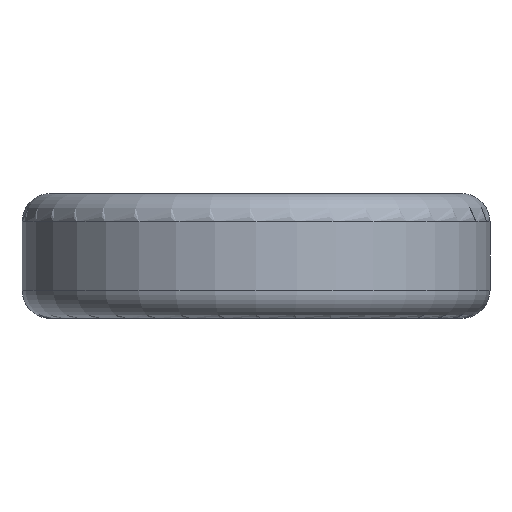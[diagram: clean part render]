
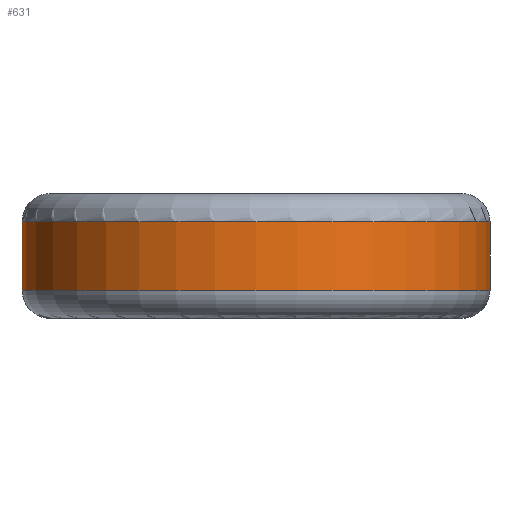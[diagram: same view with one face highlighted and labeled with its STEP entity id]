
A CAD part, front view. The second image highlights one B-rep face of the part: STEP entity #631.
In plain terms, the highlighted cylindrical face has radius 8.25 mm (diameter 16.5 mm), a partial arc.
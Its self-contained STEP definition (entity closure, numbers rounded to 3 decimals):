
#30=CARTESIAN_POINT('',(0.,0.,3.4));
#31=DIRECTION('',(0.,0.,1.));
#32=DIRECTION('',(-1.,0.,0.));
#33=AXIS2_PLACEMENT_3D('',#30,#31,#32);
#35=CARTESIAN_POINT('',(0.,0.,1.));
#36=DIRECTION('',(0.,0.,-1.));
#37=DIRECTION('',(1.,0.,0.));
#38=AXIS2_PLACEMENT_3D('',#35,#36,#37);
#40=DIRECTION('',(0.,0.,1.));
#41=VECTOR('',#40,2.4);
#42=CARTESIAN_POINT('',(-8.25,0.,1.));
#43=LINE('',#42,#41);
#150=DIRECTION('',(0.,0.,1.));
#151=VECTOR('',#150,2.4);
#152=CARTESIAN_POINT('',(8.25,0.,1.));
#153=LINE('',#152,#151);
#557=CARTESIAN_POINT('',(-8.25,0.,3.4));
#558=CARTESIAN_POINT('',(8.25,0.,3.4));
#559=VERTEX_POINT('',#557);
#560=VERTEX_POINT('',#558);
#563=CARTESIAN_POINT('',(8.25,0.,1.));
#564=CARTESIAN_POINT('',(-8.25,0.,1.));
#565=VERTEX_POINT('',#563);
#566=VERTEX_POINT('',#564);
#617=CARTESIAN_POINT('',(0.,0.,0.));
#618=DIRECTION('',(0.,0.,1.));
#619=DIRECTION('',(1.,0.,0.));
#620=AXIS2_PLACEMENT_3D('',#617,#618,#619);
#621=CYLINDRICAL_SURFACE('',#620,8.25);
#623=ORIENTED_EDGE('',*,*,#622,.T.);
#625=ORIENTED_EDGE('',*,*,#624,.F.);
#626=ORIENTED_EDGE('',*,*,#603,.T.);
#628=ORIENTED_EDGE('',*,*,#627,.T.);
#629=EDGE_LOOP('',(#623,#625,#626,#628));
#630=FACE_OUTER_BOUND('',#629,.F.);
#34=CIRCLE('',#33,8.25);
#39=CIRCLE('',#38,8.25);
#603=EDGE_CURVE('',#565,#566,#39,.T.);
#622=EDGE_CURVE('',#559,#560,#34,.T.);
#624=EDGE_CURVE('',#565,#560,#153,.T.);
#627=EDGE_CURVE('',#566,#559,#43,.T.);
#631=ADVANCED_FACE('',(#630),#621,.T.);
